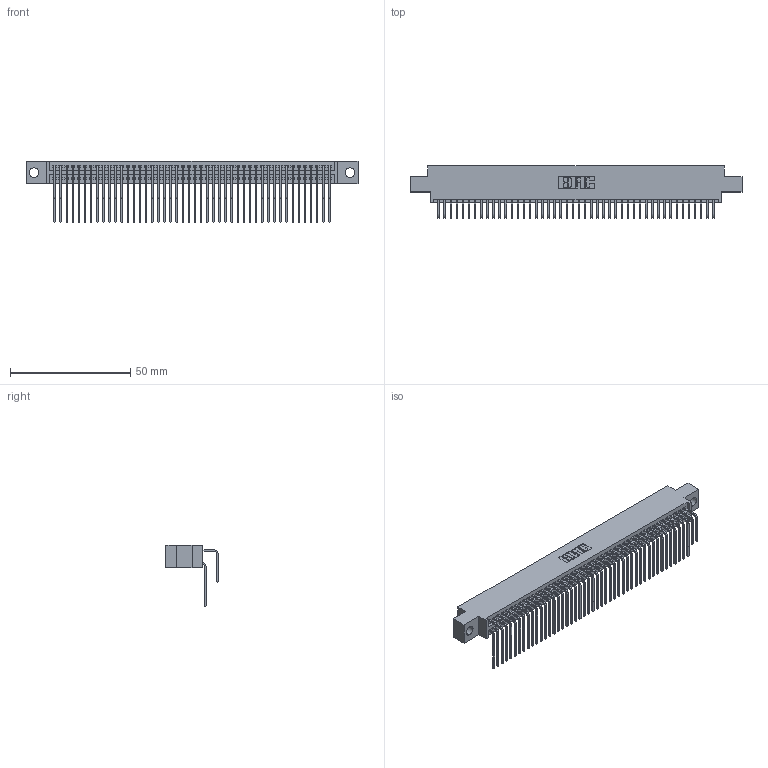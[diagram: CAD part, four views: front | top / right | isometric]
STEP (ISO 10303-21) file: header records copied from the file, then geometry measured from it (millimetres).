
FILE_DESCRIPTION (( 'STEP AP203' ), '1' );
FILE_NAME ('395-092-558-804.STEP', '2018-11-29T09:34:04', ( '' ), ( '' ), 'SwSTEP 2.0', 'SolidWorks 2016', '' );
FILE_SCHEMA (( 'CONFIG_CONTROL_DESIGN' ));
Length unit declared in the file: inch
Products named in the file (4): 395-092-558-804; 345-292-001_558 559 Tail - 1; 345-292-001_558 Tail - 2; 345 Part_0.170 Offset - 0.156 Dia-TH
Assembly tree (93 placements, depth 2):
  395-092-558-804
    345 Part_0.170 Offset - 0.156 Dia-TH
    345-292-001_558 559 Tail - 1  x46
    345-292-001_558 Tail - 2  x46
Bounding box: 138.05 x 21.83 x 25.53 mm (x, y, z)
Volume: 13776.8 mm3; surface area: 22896.2 mm2
Topology: 93 solids, 93 shells, 4914 faces, 14613 edges, 9618 vertices
Faces by surface type: plane 3304, cylinder 1610
Entity records: 37341 total; most frequent: CARTESIAN_POINT 6303, ORIENTED_EDGE 6186, DIRECTION 5525, EDGE_CURVE 3093, LINE 2737, VECTOR 2737, VERTEX_POINT 2058, AXIS2_PLACEMENT_3D 1394
